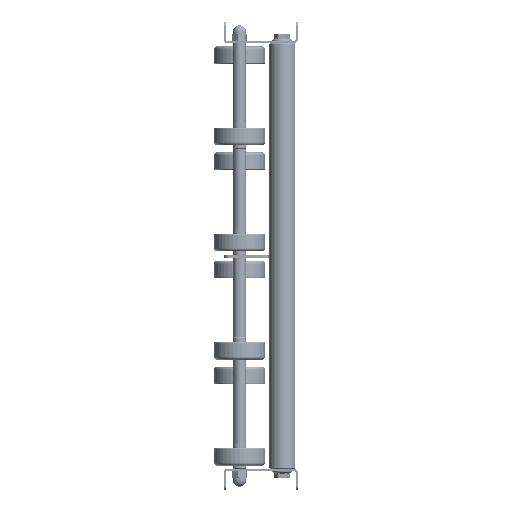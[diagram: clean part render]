
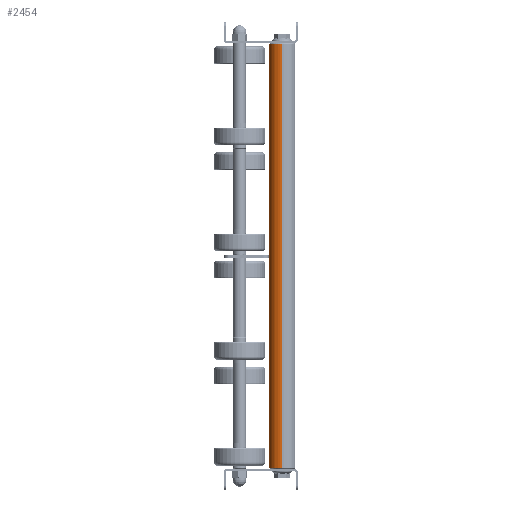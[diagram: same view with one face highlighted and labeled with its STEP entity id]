
A CAD part, left-side view. The second image highlights one B-rep face of the part: STEP entity #2454.
In plain terms, the highlighted cylindrical face has radius 12.5 mm (diameter 25 mm), a partial arc.
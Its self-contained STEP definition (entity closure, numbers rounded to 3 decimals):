
#399 = CARTESIAN_POINT ( 'NONE',  ( 400., 0., -12.5 ) ) ;
#1616 = DIRECTION ( 'NONE',  ( 0., 0., 1. ) ) ;
#1765 = VERTEX_POINT ( 'NONE', #18126 ) ;
#1830 = AXIS2_PLACEMENT_3D ( 'NONE', #3977, #23030, #1616 ) ;
#2454 = ADVANCED_FACE ( 'NONE', ( #13209 ), #6493, .T. ) ;
#2983 = AXIS2_PLACEMENT_3D ( 'NONE', #10675, #26871, #24557 ) ;
#3387 = EDGE_CURVE ( 'NONE', #26260, #28728, #25855, .T. ) ;
#3977 = CARTESIAN_POINT ( 'NONE',  ( 400., 0., 0. ) ) ;
#4492 = DIRECTION ( 'NONE',  ( -1., 0., 0. ) ) ;
#4929 = CARTESIAN_POINT ( 'NONE',  ( 1., 0., -12.5 ) ) ;
#5255 = DIRECTION ( 'NONE',  ( -1., 0., 0. ) ) ;
#6493 = CYLINDRICAL_SURFACE ( 'NONE', #1830, 12.5 ) ;
#7711 = DIRECTION ( 'NONE',  ( 1., 0., 0. ) ) ;
#8929 = ORIENTED_EDGE ( 'NONE', *, *, #28163, .T. ) ;
#9506 = CIRCLE ( 'NONE', #2983, 12.5 ) ;
#10675 = CARTESIAN_POINT ( 'NONE',  ( 399., 0., 0. ) ) ;
#11250 = CARTESIAN_POINT ( 'NONE',  ( 1., 0., 12.5 ) ) ;
#13209 = FACE_OUTER_BOUND ( 'NONE', #15522, .T. ) ;
#15094 = VECTOR ( 'NONE', #5255, 1000. ) ;
#15522 = EDGE_LOOP ( 'NONE', ( #8929, #19381, #20818, #26381 ) ) ;
#16312 = CARTESIAN_POINT ( 'NONE',  ( 399., 0., 12.5 ) ) ;
#16861 = VECTOR ( 'NONE', #4492, 1000. ) ;
#18126 = CARTESIAN_POINT ( 'NONE',  ( 399., 0., -12.5 ) ) ;
#19381 = ORIENTED_EDGE ( 'NONE', *, *, #22230, .T. ) ;
#20206 = CARTESIAN_POINT ( 'NONE',  ( 1., 0., 0. ) ) ;
#20818 = ORIENTED_EDGE ( 'NONE', *, *, #29303, .T. ) ;
#21540 = CIRCLE ( 'NONE', #25499, 12.5 ) ;
#22230 = EDGE_CURVE ( 'NONE', #1765, #23332, #26311, .T. ) ;
#23030 = DIRECTION ( 'NONE',  ( -1., 0., 0. ) ) ;
#23332 = VERTEX_POINT ( 'NONE', #4929 ) ;
#24557 = DIRECTION ( 'NONE',  ( 0., 0., -1. ) ) ;
#25499 = AXIS2_PLACEMENT_3D ( 'NONE', #20206, #7711, #26875 ) ;
#25855 = LINE ( 'NONE', #28344, #16861 ) ;
#26260 = VERTEX_POINT ( 'NONE', #16312 ) ;
#26311 = LINE ( 'NONE', #399, #15094 ) ;
#26381 = ORIENTED_EDGE ( 'NONE', *, *, #3387, .F. ) ;
#26871 = DIRECTION ( 'NONE',  ( -1., 0., 0. ) ) ;
#26875 = DIRECTION ( 'NONE',  ( 0., 0., -1. ) ) ;
#28163 = EDGE_CURVE ( 'NONE', #26260, #1765, #9506, .T. ) ;
#28344 = CARTESIAN_POINT ( 'NONE',  ( 400., 0., 12.5 ) ) ;
#28728 = VERTEX_POINT ( 'NONE', #11250 ) ;
#29303 = EDGE_CURVE ( 'NONE', #23332, #28728, #21540, .T. ) ;
